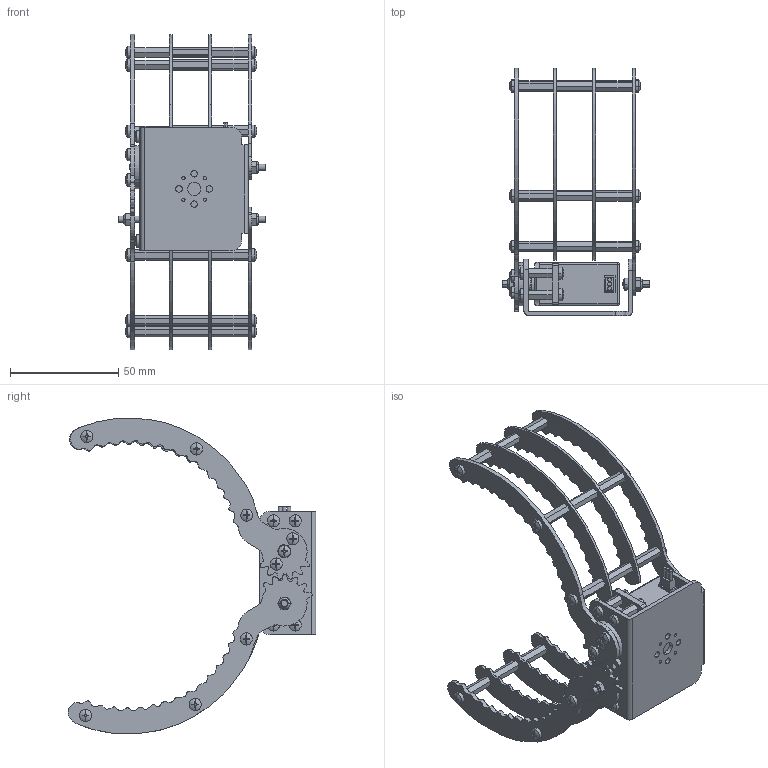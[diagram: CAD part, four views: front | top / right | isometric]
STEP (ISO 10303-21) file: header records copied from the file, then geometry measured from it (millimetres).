
FILE_DESCRIPTION (( 'STEP AP214' ), '1' );
FILE_NAME ('×°ÅäÌå9.STEP', '2021-10-12T02:34:57', ( '' ), ( '' ), 'SwSTEP 2.0', 'SolidWorks 2018', '' );
FILE_SCHEMA (( 'AUTOMOTIVE_DESIGN' ));
Length unit declared in the file: millimetre
Products named in the file (18): GB818-M3X12-ZN-4.8; 踢扽翋嗆攫; 酘晚酗盓殤; M3X17+6肣翐; 苤嗆儂; M3X16邧籵肣翐; 蚾饜极4; GB6170-M3ㄗ赻坶ㄘ; 菁窒酗盓殤; GB818-M3X6-ZN-4.8; M3X11邧籵肣翐; 蚾饜极9; GB818-M3X10-ZN-4.8; 傻盓殤; GB818-M3X5-ZN-4.8; 盓殤1; 蚾饜极3; 衵晚酗盓殤
Assembly tree (64 placements, depth 3):
  蚾饜极9
    盓殤1
    M3X11邧籵肣翐  x4
    GB818-M3X6-ZN-4.8  x21
    GB818-M3X10-ZN-4.8  x2
    菁窒酗盓殤  x2
    GB6170-M3ㄗ赻坶ㄘ  x3
    蚾饜极3
      傻盓殤  x2
      M3X17+6肣翐  x6
      M3X16邧籵肣翐  x3
    蚾饜极4
      傻盓殤  x2
      M3X17+6肣翐  x6
      M3X16邧籵肣翐  x3
    GB818-M3X12-ZN-4.8
    酘晚酗盓殤
    苤嗆儂
    踢扽翋嗆攫
    衵晚酗盓殤
    GB818-M3X5-ZN-4.8  x2
Bounding box: 68 x 114.22 x 145.7 mm (x, y, z)
Volume: 66094.8 mm3; surface area: 56942.8 mm2
Topology: 62 solids, 62 shells, 1524 faces, 3830 edges, 2481 vertices
Faces by surface type: plane 701, cylinder 383, cone 318, sphere 62, bspline 54, torus 6
Entity records: 21128 total; most frequent: CARTESIAN_POINT 5570, DIRECTION 3007, ORIENTED_EDGE 2878, EDGE_CURVE 1439, AXIS2_PLACEMENT_3D 1128, VERTEX_POINT 939, LINE 751, VECTOR 751
